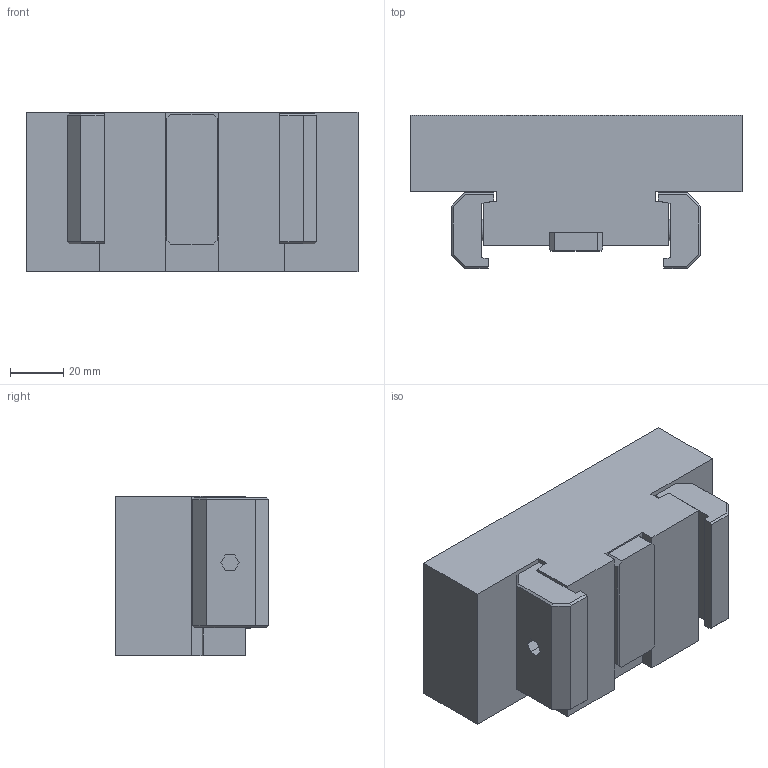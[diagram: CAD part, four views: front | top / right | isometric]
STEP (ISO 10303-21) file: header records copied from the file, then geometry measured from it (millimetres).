
FILE_DESCRIPTION(/* description */ (''),/* implementation_level */ '2;1');
FILE_NAME(/* name */ '300-0125-001-Kunde.stp',/* time_stamp */ '2023-01-20T14:48:32+01:00',/* author */ ('Chiacchiera'),/* organization */ (''),/* preprocessor_version */ 'ST-DEVELOPER v19.2',/* originating_system */ 'Autodesk Inventor 2023',/* authorisation */ '0 mm^3');
FILE_SCHEMA (('AUTOMOTIVE_DESIGN { 1 0 10303 214 3 1 1 }'));
Length unit declared in the file: millimetre
Products named in the file (1): 300-0125-001-Kunde
Bounding box: 125 x 57.64 x 60 mm (x, y, z)
Volume: 330374.7 mm3; surface area: 41839.1 mm2
Topology: 1 solids, 1 shells, 110 faces, 294 edges, 188 vertices
Faces by surface type: plane 104, cylinder 6
Full cylindrical faces by diameter (mm): 8 x2
Entity records: 3544 total; most frequent: CARTESIAN_POINT 593, ORIENTED_EDGE 588, DIRECTION 528, EDGE_CURVE 294, LINE 282, VECTOR 282, VERTEX_POINT 188, AXIS2_PLACEMENT_3D 123
